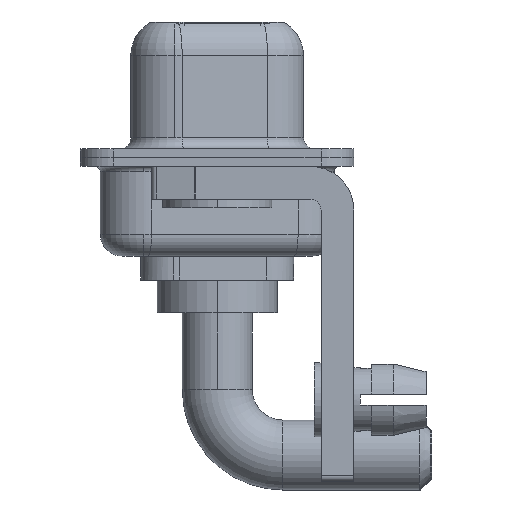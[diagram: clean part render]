
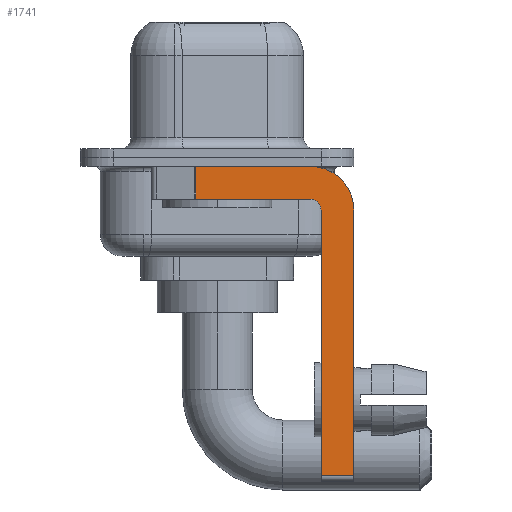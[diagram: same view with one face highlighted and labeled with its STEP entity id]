
A CAD part, left-side view. The second image highlights one B-rep face of the part: STEP entity #1741.
In plain terms, the highlighted planar face has unit normal (-1, 0, 0).
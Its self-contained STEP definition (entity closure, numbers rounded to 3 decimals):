
#328 = CARTESIAN_POINT ( 'NONE',  ( -2.9, 0.978, -0.4 ) ) ;
#339 = CARTESIAN_POINT ( 'NONE',  ( -2.9, -6.25, -2.4 ) ) ;
#356 = VERTEX_POINT ( 'NONE', #10982 ) ;
#359 = VERTEX_POINT ( 'NONE', #10917 ) ;
#416 = DIRECTION ( 'NONE',  ( 0., -1., 0. ) ) ;
#588 = AXIS2_PLACEMENT_3D ( 'NONE', #7035, #15285, #3458 ) ;
#1336 = CARTESIAN_POINT ( 'NONE',  ( -2.9, 0.978, -1.9 ) ) ;
#1442 = AXIS2_PLACEMENT_3D ( 'NONE', #15102, #11452, #14954 ) ;
#1447 = CARTESIAN_POINT ( 'NONE',  ( -2.9, 3., -0.4 ) ) ;
#1595 = LINE ( 'NONE', #1447, #11660 ) ;
#1694 = CIRCLE ( 'NONE', #1442, 2. ) ;
#1741 = ADVANCED_FACE ( 'NONE', ( #8446 ), #13373, .F. ) ;
#2110 = VECTOR ( 'NONE', #6203, 1000. ) ;
#2385 = VERTEX_POINT ( 'NONE', #328 ) ;
#2549 = DIRECTION ( 'NONE',  ( 0., 0., -1. ) ) ;
#2576 = LINE ( 'NONE', #13291, #9816 ) ;
#2685 = EDGE_LOOP ( 'NONE', ( #3271, #7340, #3245, #10734, #14517, #12788, #8180, #12731 ) ) ;
#2965 = LINE ( 'NONE', #339, #12061 ) ;
#3031 = EDGE_CURVE ( 'NONE', #8506, #5027, #3172, .T. ) ;
#3172 = LINE ( 'NONE', #6671, #8078 ) ;
#3245 = ORIENTED_EDGE ( 'NONE', *, *, #4040, .F. ) ;
#3271 = ORIENTED_EDGE ( 'NONE', *, *, #11591, .F. ) ;
#3458 = DIRECTION ( 'NONE',  ( 0., 0., 1. ) ) ;
#3671 = EDGE_CURVE ( 'NONE', #11034, #356, #1694, .T. ) ;
#3711 = CARTESIAN_POINT ( 'NONE',  ( -2.9, -4.75, -14.55 ) ) ;
#3918 = DIRECTION ( 'NONE',  ( 0., 0., -1. ) ) ;
#4040 = EDGE_CURVE ( 'NONE', #14713, #7969, #8500, .T. ) ;
#5027 = VERTEX_POINT ( 'NONE', #5950 ) ;
#5178 = DIRECTION ( 'NONE',  ( 0., 0., -1. ) ) ;
#5194 = CARTESIAN_POINT ( 'NONE',  ( -2.9, -4.25, -0.4 ) ) ;
#5950 = CARTESIAN_POINT ( 'NONE',  ( -2.9, -6.25, -14.55 ) ) ;
#5990 = EDGE_CURVE ( 'NONE', #8506, #359, #2576, .T. ) ;
#6199 = LINE ( 'NONE', #12231, #10360 ) ;
#6203 = DIRECTION ( 'NONE',  ( 0., 1., 0. ) ) ;
#6671 = CARTESIAN_POINT ( 'NONE',  ( -2.9, -4.25, -14.55 ) ) ;
#6943 = EDGE_CURVE ( 'NONE', #359, #14713, #15552, .T. ) ;
#7035 = CARTESIAN_POINT ( 'NONE',  ( -2.9, -4.25, -2.4 ) ) ;
#7150 = CARTESIAN_POINT ( 'NONE',  ( -2.9, -4.25, -1.9 ) ) ;
#7340 = ORIENTED_EDGE ( 'NONE', *, *, #12512, .T. ) ;
#7346 = DIRECTION ( 'NONE',  ( 0., 0., 1. ) ) ;
#7969 = VERTEX_POINT ( 'NONE', #1336 ) ;
#8078 = VECTOR ( 'NONE', #11504, 1000. ) ;
#8180 = ORIENTED_EDGE ( 'NONE', *, *, #14099, .F. ) ;
#8446 = FACE_OUTER_BOUND ( 'NONE', #2685, .T. ) ;
#8500 = LINE ( 'NONE', #7150, #2110 ) ;
#8506 = VERTEX_POINT ( 'NONE', #3711 ) ;
#9816 = VECTOR ( 'NONE', #7346, 1000. ) ;
#10360 = VECTOR ( 'NONE', #2549, 1000. ) ;
#10734 = ORIENTED_EDGE ( 'NONE', *, *, #6943, .F. ) ;
#10917 = CARTESIAN_POINT ( 'NONE',  ( -2.9, -4.75, -2.4 ) ) ;
#10982 = CARTESIAN_POINT ( 'NONE',  ( -2.9, -6.25, -2.4 ) ) ;
#11034 = VERTEX_POINT ( 'NONE', #5194 ) ;
#11152 = CARTESIAN_POINT ( 'NONE',  ( -2.9, -4.25, -2.4 ) ) ;
#11452 = DIRECTION ( 'NONE',  ( 1., 0., 0. ) ) ;
#11504 = DIRECTION ( 'NONE',  ( 0., -1., 0. ) ) ;
#11591 = EDGE_CURVE ( 'NONE', #2385, #11034, #1595, .T. ) ;
#11660 = VECTOR ( 'NONE', #416, 1000. ) ;
#12061 = VECTOR ( 'NONE', #5178, 1000. ) ;
#12231 = CARTESIAN_POINT ( 'NONE',  ( -2.9, 0.978, -1.9 ) ) ;
#12512 = EDGE_CURVE ( 'NONE', #2385, #7969, #6199, .T. ) ;
#12534 = CARTESIAN_POINT ( 'NONE',  ( -2.9, -4.25, -1.9 ) ) ;
#12731 = ORIENTED_EDGE ( 'NONE', *, *, #3671, .F. ) ;
#12788 = ORIENTED_EDGE ( 'NONE', *, *, #3031, .T. ) ;
#13291 = CARTESIAN_POINT ( 'NONE',  ( -2.9, -4.75, -14.8 ) ) ;
#13293 = DIRECTION ( 'NONE',  ( 1., 0., 0. ) ) ;
#13373 = PLANE ( 'NONE',  #13609 ) ;
#13609 = AXIS2_PLACEMENT_3D ( 'NONE', #11152, #13293, #3918 ) ;
#14099 = EDGE_CURVE ( 'NONE', #356, #5027, #2965, .T. ) ;
#14517 = ORIENTED_EDGE ( 'NONE', *, *, #5990, .F. ) ;
#14713 = VERTEX_POINT ( 'NONE', #12534 ) ;
#14954 = DIRECTION ( 'NONE',  ( 0., 0., -1. ) ) ;
#15102 = CARTESIAN_POINT ( 'NONE',  ( -2.9, -4.25, -2.4 ) ) ;
#15285 = DIRECTION ( 'NONE',  ( -1., 0., 0. ) ) ;
#15552 = CIRCLE ( 'NONE', #588, 0.5 ) ;
